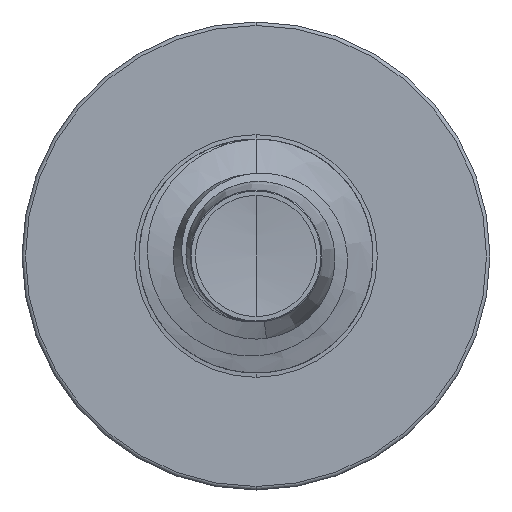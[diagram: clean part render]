
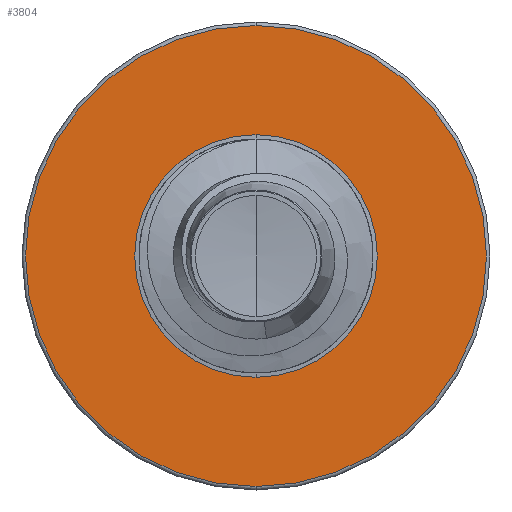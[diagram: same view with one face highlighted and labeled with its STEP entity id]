
A CAD part, front view. The second image highlights one B-rep face of the part: STEP entity #3804.
In plain terms, the highlighted planar face has unit normal (0, -1, 0).
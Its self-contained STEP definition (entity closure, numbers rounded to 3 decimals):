
#211 = CARTESIAN_POINT ( 'NONE',  ( 0., 7., 2.463 ) ) ;
#216 = CARTESIAN_POINT ( 'NONE',  ( 0., 7., -2.462 ) ) ;
#1504 = EDGE_CURVE ( 'NONE', #3584, #3633, #13062, .T. ) ;
#1650 = CARTESIAN_POINT ( 'NONE',  ( 0., 7., 1.296 ) ) ;
#2159 = CIRCLE ( 'NONE', #16133, 1.296 ) ;
#3584 = VERTEX_POINT ( 'NONE', #216 ) ;
#3633 = VERTEX_POINT ( 'NONE', #211 ) ;
#3804 = ADVANCED_FACE ( 'NONE', ( #15820, #15360 ), #13319, .F. ) ;
#3925 = AXIS2_PLACEMENT_3D ( 'NONE', #12131, #12109, #12106 ) ;
#4310 = EDGE_CURVE ( 'NONE', #17594, #15706, #6505, .T. ) ;
#4386 = DIRECTION ( 'NONE',  ( 0., 1., 0. ) ) ;
#5913 = DIRECTION ( 'NONE',  ( 0., 0., 1. ) ) ;
#5931 = DIRECTION ( 'NONE',  ( 0., 1., 0. ) ) ;
#5935 = CARTESIAN_POINT ( 'NONE',  ( 0., 7., 0. ) ) ;
#6443 = DIRECTION ( 'NONE',  ( 0., 0., 1. ) ) ;
#6470 = DIRECTION ( 'NONE',  ( 0., 1., 0. ) ) ;
#6477 = CARTESIAN_POINT ( 'NONE',  ( 0., 7., 0. ) ) ;
#6505 = CIRCLE ( 'NONE', #3925, 1.296 ) ;
#6621 = EDGE_LOOP ( 'NONE', ( #15757, #18121 ) ) ;
#9823 = ORIENTED_EDGE ( 'NONE', *, *, #13999, .T. ) ;
#11421 = CIRCLE ( 'NONE', #17701, 2.463 ) ;
#11930 = DIRECTION ( 'NONE',  ( 0., 0., 1. ) ) ;
#12106 = DIRECTION ( 'NONE',  ( 0., 0., 1. ) ) ;
#12109 = DIRECTION ( 'NONE',  ( 0., 1., 0. ) ) ;
#12131 = CARTESIAN_POINT ( 'NONE',  ( 0., 7., 0. ) ) ;
#12276 = DIRECTION ( 'NONE',  ( 0., 1., 0. ) ) ;
#12298 = AXIS2_PLACEMENT_3D ( 'NONE', #6477, #6470, #6443 ) ;
#12562 = CARTESIAN_POINT ( 'NONE',  ( 0., 7., -1.296 ) ) ;
#13018 = CARTESIAN_POINT ( 'NONE',  ( 0., 7., -1.296 ) ) ;
#13062 = CIRCLE ( 'NONE', #12298, 2.463 ) ;
#13164 = ORIENTED_EDGE ( 'NONE', *, *, #4310, .T. ) ;
#13319 = PLANE ( 'NONE',  #16771 ) ;
#13806 = CARTESIAN_POINT ( 'NONE',  ( 0., 7., 0. ) ) ;
#13999 = EDGE_CURVE ( 'NONE', #15706, #17594, #2159, .T. ) ;
#14894 = DIRECTION ( 'NONE',  ( 0., 0., 1. ) ) ;
#15360 = FACE_BOUND ( 'NONE', #17159, .T. ) ;
#15701 = EDGE_CURVE ( 'NONE', #3633, #3584, #11421, .T. ) ;
#15706 = VERTEX_POINT ( 'NONE', #12562 ) ;
#15757 = ORIENTED_EDGE ( 'NONE', *, *, #15701, .F. ) ;
#15820 = FACE_OUTER_BOUND ( 'NONE', #6621, .T. ) ;
#16133 = AXIS2_PLACEMENT_3D ( 'NONE', #5935, #5931, #5913 ) ;
#16771 = AXIS2_PLACEMENT_3D ( 'NONE', #13018, #12276, #11930 ) ;
#17159 = EDGE_LOOP ( 'NONE', ( #13164, #9823 ) ) ;
#17594 = VERTEX_POINT ( 'NONE', #1650 ) ;
#17701 = AXIS2_PLACEMENT_3D ( 'NONE', #13806, #4386, #14894 ) ;
#18121 = ORIENTED_EDGE ( 'NONE', *, *, #1504, .F. ) ;
